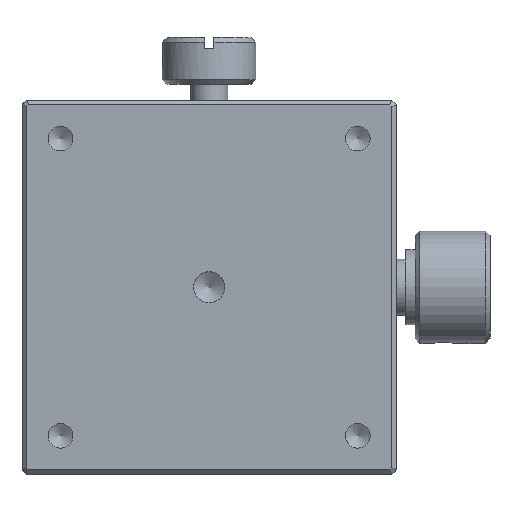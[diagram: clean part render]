
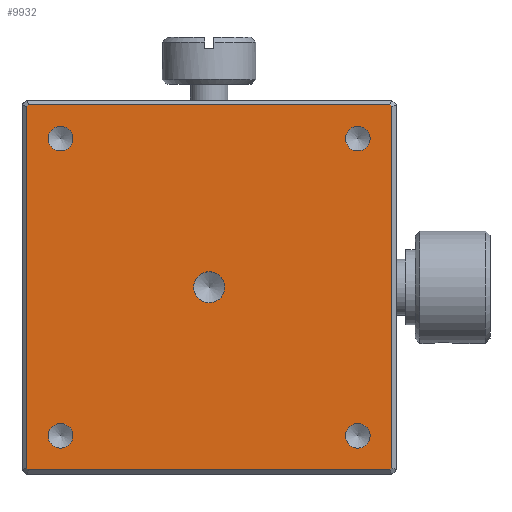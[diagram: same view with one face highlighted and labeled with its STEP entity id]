
A CAD part, top view. The second image highlights one B-rep face of the part: STEP entity #9932.
In plain terms, the highlighted planar face has unit normal (0, 0, 1).
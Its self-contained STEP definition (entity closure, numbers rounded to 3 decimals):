
#9521=CARTESIAN_POINT('',(-19.5,19.293,-51.));
#9522=VERTEX_POINT('',#9521);
#9523=CARTESIAN_POINT('',(-19.293,19.5,-51.));
#9524=VERTEX_POINT('',#9523);
#9525=CARTESIAN_POINT('',(-19.5,19.293,-51.));
#9526=DIRECTION('',(0.707,0.707,0.0));
#9527=VECTOR('',#9526,0.293);
#9528=LINE('',#9525,#9527);
#9529=EDGE_CURVE('',#9522,#9524,#9528,.T.);
#9559=CARTESIAN_POINT('',(19.5,-19.293,-51.));
#9560=VERTEX_POINT('',#9559);
#9561=CARTESIAN_POINT('',(19.293,-19.5,-51.));
#9562=VERTEX_POINT('',#9561);
#9563=CARTESIAN_POINT('',(19.5,-19.293,-51.));
#9564=DIRECTION('',(-0.707,-0.707,0.0));
#9565=VECTOR('',#9564,0.293);
#9566=LINE('',#9563,#9565);
#9567=EDGE_CURVE('',#9560,#9562,#9566,.T.);
#9597=CARTESIAN_POINT('',(-19.5,-19.293,-51.));
#9598=VERTEX_POINT('',#9597);
#9599=CARTESIAN_POINT('',(-19.5,-19.293,-51.));
#9600=DIRECTION('',(0.0,1.0,0.0));
#9601=VECTOR('',#9600,38.586);
#9602=LINE('',#9599,#9601);
#9603=EDGE_CURVE('',#9598,#9522,#9602,.T.);
#9628=CARTESIAN_POINT('',(-19.293,-19.5,-51.));
#9629=VERTEX_POINT('',#9628);
#9630=CARTESIAN_POINT('',(19.293,-19.5,-51.));
#9631=DIRECTION('',(-1.0,0.0,0.0));
#9632=VECTOR('',#9631,38.586);
#9633=LINE('',#9630,#9632);
#9634=EDGE_CURVE('',#9562,#9629,#9633,.T.);
#9650=CARTESIAN_POINT('',(-19.293,-19.5,-51.));
#9651=DIRECTION('',(-0.707,0.707,0.0));
#9652=VECTOR('',#9651,0.293);
#9653=LINE('',#9650,#9652);
#9654=EDGE_CURVE('',#9629,#9598,#9653,.T.);
#9667=CARTESIAN_POINT('',(19.5,19.293,-51.));
#9668=VERTEX_POINT('',#9667);
#9669=CARTESIAN_POINT('',(19.5,19.293,-51.));
#9670=DIRECTION('',(0.0,-1.0,0.0));
#9671=VECTOR('',#9670,38.586);
#9672=LINE('',#9669,#9671);
#9673=EDGE_CURVE('',#9668,#9560,#9672,.T.);
#9698=CARTESIAN_POINT('',(19.293,19.5,-51.));
#9699=VERTEX_POINT('',#9698);
#9700=CARTESIAN_POINT('',(-19.293,19.5,-51.));
#9701=DIRECTION('',(1.0,0.0,0.0));
#9702=VECTOR('',#9701,38.586);
#9703=LINE('',#9700,#9702);
#9704=EDGE_CURVE('',#9524,#9699,#9703,.T.);
#9720=CARTESIAN_POINT('',(19.293,19.5,-51.));
#9721=DIRECTION('',(0.707,-0.707,0.0));
#9722=VECTOR('',#9721,0.293);
#9723=LINE('',#9720,#9722);
#9724=EDGE_CURVE('',#9699,#9668,#9723,.T.);
#9862=CARTESIAN_POINT('',(0.0,-62.,-51.));
#9863=DIRECTION('',(0.0,0.0,-1.0));
#9864=DIRECTION('',(-1.0,0.0,0.0));
#9865=AXIS2_PLACEMENT_3D('',#9862,#9863,#9864);
#9866=PLANE('',#9865);
#9867=ORIENTED_EDGE('',*,*,#9567,.F.);
#9868=ORIENTED_EDGE('',*,*,#9673,.F.);
#9869=ORIENTED_EDGE('',*,*,#9724,.F.);
#9870=ORIENTED_EDGE('',*,*,#9704,.F.);
#9871=ORIENTED_EDGE('',*,*,#9529,.F.);
#9872=ORIENTED_EDGE('',*,*,#9603,.F.);
#9873=ORIENTED_EDGE('',*,*,#9654,.F.);
#9874=ORIENTED_EDGE('',*,*,#9634,.F.);
#9875=EDGE_LOOP('',(#9867,#9868,#9869,#9870,#9871,#9872,#9873,#9874));
#9876=FACE_OUTER_BOUND('',#9875,.T.);
#9877=CARTESIAN_POINT('',(-14.554,15.875,-51.));
#9878=VERTEX_POINT('',#9877);
#9879=CARTESIAN_POINT('',(-15.875,15.875,-51.));
#9880=DIRECTION('',(0.0,0.0,-1.0));
#9881=DIRECTION('',(1.0,0.0,0.0));
#9882=AXIS2_PLACEMENT_3D('',#9879,#9880,#9881);
#9883=CIRCLE('',#9882,1.321);
#9884=EDGE_CURVE('',#9878,#9878,#9883,.T.);
#9885=ORIENTED_EDGE('',*,*,#9884,.T.);
#9886=EDGE_LOOP('',(#9885));
#9887=FACE_BOUND('',#9886,.T.);
#9888=CARTESIAN_POINT('',(17.196,15.875,-51.));
#9889=VERTEX_POINT('',#9888);
#9890=CARTESIAN_POINT('',(15.875,15.875,-51.));
#9891=DIRECTION('',(0.0,0.0,-1.0));
#9892=DIRECTION('',(1.0,0.0,0.0));
#9893=AXIS2_PLACEMENT_3D('',#9890,#9891,#9892);
#9894=CIRCLE('',#9893,1.321);
#9895=EDGE_CURVE('',#9889,#9889,#9894,.T.);
#9896=ORIENTED_EDGE('',*,*,#9895,.T.);
#9897=EDGE_LOOP('',(#9896));
#9898=FACE_BOUND('',#9897,.T.);
#9899=CARTESIAN_POINT('',(-14.554,-15.875,-51.));
#9900=VERTEX_POINT('',#9899);
#9901=CARTESIAN_POINT('',(-15.875,-15.875,-51.));
#9902=DIRECTION('',(0.0,0.0,-1.0));
#9903=DIRECTION('',(1.0,0.0,0.0));
#9904=AXIS2_PLACEMENT_3D('',#9901,#9902,#9903);
#9905=CIRCLE('',#9904,1.321);
#9906=EDGE_CURVE('',#9900,#9900,#9905,.T.);
#9907=ORIENTED_EDGE('',*,*,#9906,.T.);
#9908=EDGE_LOOP('',(#9907));
#9909=FACE_BOUND('',#9908,.T.);
#9910=CARTESIAN_POINT('',(17.196,-15.875,-51.));
#9911=VERTEX_POINT('',#9910);
#9912=CARTESIAN_POINT('',(15.875,-15.875,-51.));
#9913=DIRECTION('',(0.0,0.0,-1.0));
#9914=DIRECTION('',(1.0,0.0,0.0));
#9915=AXIS2_PLACEMENT_3D('',#9912,#9913,#9914);
#9916=CIRCLE('',#9915,1.321);
#9917=EDGE_CURVE('',#9911,#9911,#9916,.T.);
#9918=ORIENTED_EDGE('',*,*,#9917,.T.);
#9919=EDGE_LOOP('',(#9918));
#9920=FACE_BOUND('',#9919,.T.);
#9921=CARTESIAN_POINT('',(1.651,0.0,-51.));
#9922=VERTEX_POINT('',#9921);
#9923=CARTESIAN_POINT('',(0.0,0.0,-51.));
#9924=DIRECTION('',(0.0,0.0,-1.0));
#9925=DIRECTION('',(1.0,0.0,0.0));
#9926=AXIS2_PLACEMENT_3D('',#9923,#9924,#9925);
#9927=CIRCLE('',#9926,1.651);
#9928=EDGE_CURVE('',#9922,#9922,#9927,.T.);
#9929=ORIENTED_EDGE('',*,*,#9928,.T.);
#9930=EDGE_LOOP('',(#9929));
#9931=FACE_BOUND('',#9930,.T.);
#9932=ADVANCED_FACE('',(#9876,#9887,#9898,#9909,#9920,#9931),#9866,.F.);
